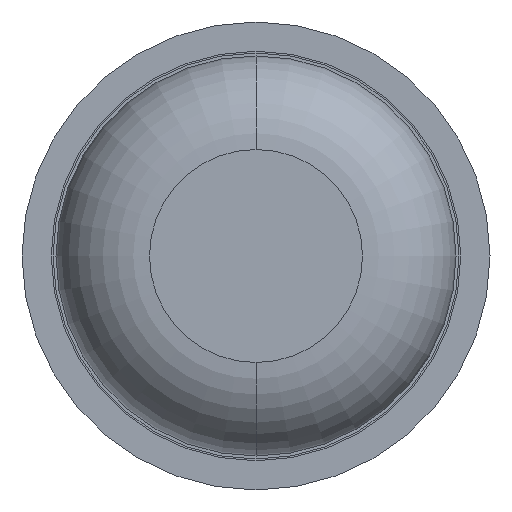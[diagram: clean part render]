
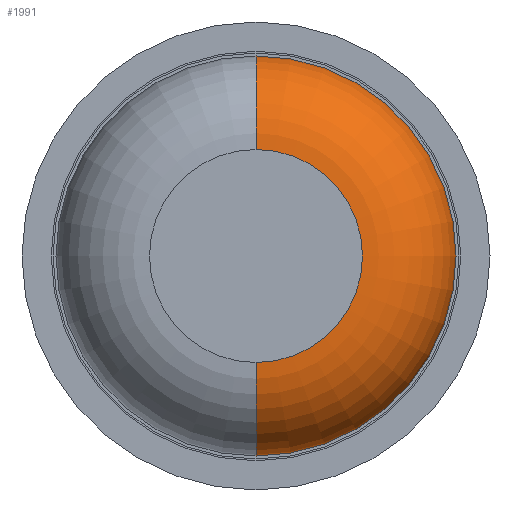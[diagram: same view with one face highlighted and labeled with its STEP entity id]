
A CAD part, front view. The second image highlights one B-rep face of the part: STEP entity #1991.
In plain terms, the highlighted toroidal (fillet/blend) face has major radius 0.91 mm and minor radius 0.8 mm.
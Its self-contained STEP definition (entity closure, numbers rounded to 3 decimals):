
#22 = DIRECTION ( 'NONE',  ( 0., -1., 0. ) ) ;
#152 = DIRECTION ( 'NONE',  ( 0., 0., 1. ) ) ;
#308 = CARTESIAN_POINT ( 'NONE',  ( 0., -30., 0.91 ) ) ;
#312 = CARTESIAN_POINT ( 'NONE',  ( 0., -30., 0. ) ) ;
#325 = DIRECTION ( 'NONE',  ( 0., 0., 1. ) ) ;
#342 = CARTESIAN_POINT ( 'NONE',  ( 0., -29.2, -0.91 ) ) ;
#372 = DIRECTION ( 'NONE',  ( 1., 0., 0. ) ) ;
#505 = ORIENTED_EDGE ( 'NONE', *, *, #1985, .F. ) ;
#548 = AXIS2_PLACEMENT_3D ( 'NONE', #312, #22, #325 ) ;
#655 = VERTEX_POINT ( 'NONE', #2156 ) ;
#659 = DIRECTION ( 'NONE',  ( 0., 0., 1. ) ) ;
#688 = ORIENTED_EDGE ( 'NONE', *, *, #2386, .T. ) ;
#738 = DIRECTION ( 'NONE',  ( 0., 1., 0. ) ) ;
#758 = CARTESIAN_POINT ( 'NONE',  ( 0., -29.2, 0. ) ) ;
#951 = DIRECTION ( 'NONE',  ( -1., 0., 0. ) ) ;
#1031 = DIRECTION ( 'NONE',  ( 0., 0., 1. ) ) ;
#1479 = EDGE_CURVE ( 'Defeature ausgef�hrt1_0+Defeature ausgef�hrt1_10+Defeature ausgef�hrt1_10+Defeature ausgef�hrt1_10', #3506, #1843, #2905, .T. ) ;
#1604 = DIRECTION ( 'NONE',  ( 0., 0., -1. ) ) ;
#1736 = CIRCLE ( 'NONE', #2827, 0.8 ) ;
#1843 = VERTEX_POINT ( 'NONE', #308 ) ;
#1850 = AXIS2_PLACEMENT_3D ( 'NONE', #3127, #1987, #1031 ) ;
#1863 = CARTESIAN_POINT ( 'NONE',  ( 0., -29.2, 1.71 ) ) ;
#1985 = EDGE_CURVE ( 'Defeature ausgef�hrt1_2+Defeature ausgef�hrt1_10+Defeature ausgef�hrt1_10+Defeature ausgef�hrt1_10', #3569, #655, #3117, .T. ) ;
#1987 = DIRECTION ( 'NONE',  ( 0., 1., 0. ) ) ;
#1991 = ADVANCED_FACE ( 'Defeature ausgef�hrt1_10', ( #3339 ), #3004, .T. ) ;
#2156 = CARTESIAN_POINT ( 'NONE',  ( 0., -29.2, -1.71 ) ) ;
#2269 = CIRCLE ( 'NONE', #3596, 0.8 ) ;
#2386 = EDGE_CURVE ( 'NONE', #3506, #655, #2269, .T. ) ;
#2565 = ORIENTED_EDGE ( 'NONE', *, *, #1479, .F. ) ;
#2827 = AXIS2_PLACEMENT_3D ( 'NONE', #3115, #951, #659 ) ;
#2905 = CIRCLE ( 'NONE', #548, 0.91 ) ;
#2963 = EDGE_LOOP ( 'NONE', ( #2565, #688, #505, #3790 ) ) ;
#3004 = TOROIDAL_SURFACE ( 'NONE', #3067, 0.91, 0.8 ) ;
#3020 = CARTESIAN_POINT ( 'NONE',  ( 0., -30., -0.91 ) ) ;
#3067 = AXIS2_PLACEMENT_3D ( 'NONE', #758, #738, #152 ) ;
#3115 = CARTESIAN_POINT ( 'NONE',  ( 0., -29.2, 0.91 ) ) ;
#3117 = CIRCLE ( 'NONE', #1850, 1.71 ) ;
#3127 = CARTESIAN_POINT ( 'NONE',  ( 0., -29.2, 0. ) ) ;
#3339 = FACE_OUTER_BOUND ( 'NONE', #2963, .T. ) ;
#3506 = VERTEX_POINT ( 'NONE', #3020 ) ;
#3569 = VERTEX_POINT ( 'NONE', #1863 ) ;
#3596 = AXIS2_PLACEMENT_3D ( 'NONE', #342, #372, #1604 ) ;
#3606 = EDGE_CURVE ( 'NONE', #1843, #3569, #1736, .T. ) ;
#3790 = ORIENTED_EDGE ( 'NONE', *, *, #3606, .F. ) ;
